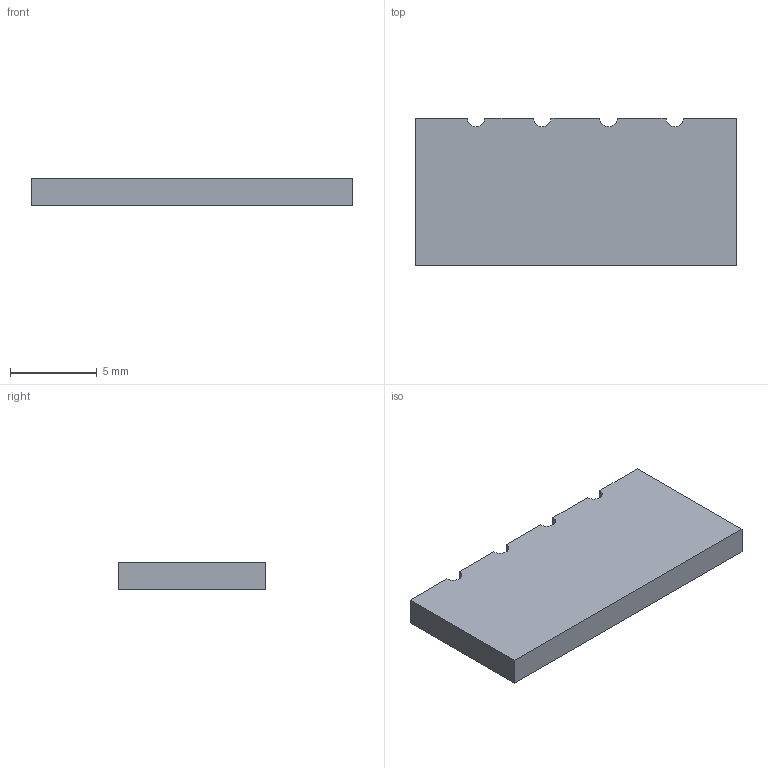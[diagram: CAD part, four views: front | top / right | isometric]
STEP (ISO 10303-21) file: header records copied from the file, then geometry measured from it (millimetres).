
FILE_DESCRIPTION(('KiCad electronic assembly'),'2;1');
FILE_NAME('dual_LT6105.step','2021-11-26T14:11:56',('Pcbnew'),('Kicad'), 'Open CASCADE STEP processor 7.5','KiCad to STEP converter','Unknown' );
FILE_SCHEMA(('AUTOMOTIVE_DESIGN { 1 0 10303 214 1 1 1 1 }'));
Length unit declared in the file: millimetre
Products named in the file (2): dual_LT6105 1; _autosave-dual_LT6105 PCB
Assembly tree (1 placements, depth 2):
  dual_LT6105 1
    _autosave-dual_LT6105 PCB
Bounding box: 18.5 x 8.5 x 1.6 mm (x, y, z)
Volume: 249.1 mm3; surface area: 401.4 mm2
Topology: 1 solids, 1 shells, 14 faces, 36 edges, 24 vertices
Faces by surface type: plane 10, cylinder 4
Entity records: 935 total; most frequent: CARTESIAN_POINT 156, DIRECTION 140, LINE 84, VECTOR 84, ORIENTED_EDGE 72, PCURVE 72, DEFINITIONAL_REPRESENTATION 72, EDGE_CURVE 36
